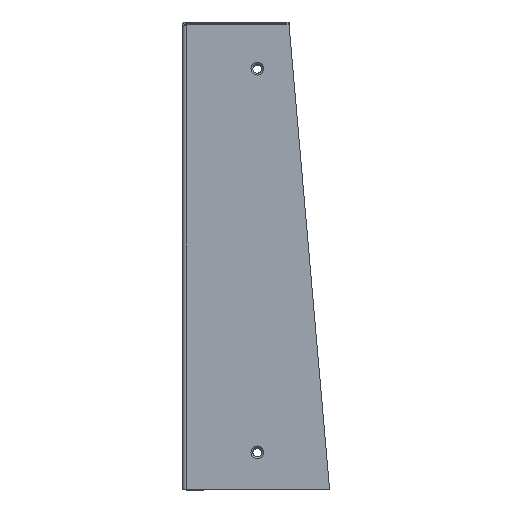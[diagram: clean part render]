
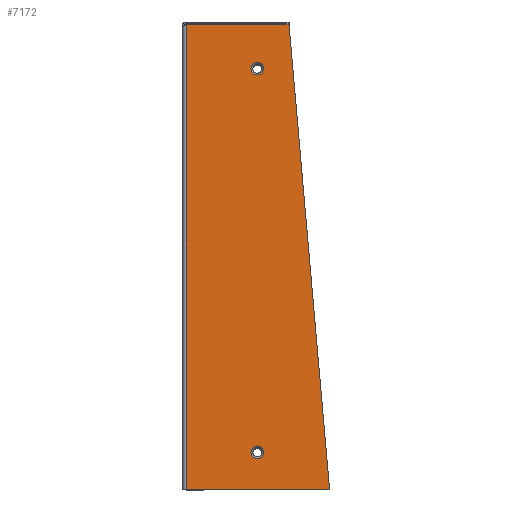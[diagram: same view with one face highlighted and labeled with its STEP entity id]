
A CAD part, top view. The second image highlights one B-rep face of the part: STEP entity #7172.
In plain terms, the highlighted planar face has unit normal (0, 0, 1).
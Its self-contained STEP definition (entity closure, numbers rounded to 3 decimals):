
#424 = CARTESIAN_POINT ( 'NONE',  ( -639.779, 376.289, 779.308 ) ) ;
#503 = EDGE_CURVE ( 'NONE', #6101, #5715, #2237, .T. ) ;
#592 = CARTESIAN_POINT ( 'NONE',  ( -601.089, 151.489, 779.308 ) ) ;
#1106 = VERTEX_POINT ( 'NONE', #8283 ) ;
#1112 = CARTESIAN_POINT ( 'NONE',  ( -677.789, 399.289, 779.308 ) ) ;
#1250 = VERTEX_POINT ( 'NONE', #4954 ) ;
#1281 = DIRECTION ( 'NONE',  ( 1., 0., 0. ) ) ;
#1368 = CARTESIAN_POINT ( 'NONE',  ( -677.789, 400.189, 779.308 ) ) ;
#1672 = AXIS2_PLACEMENT_3D ( 'NONE', #2731, #8789, #3619 ) ;
#1723 = EDGE_CURVE ( 'NONE', #6101, #4588, #11156, .T. ) ;
#1947 = CARTESIAN_POINT ( 'NONE',  ( 0., 0., 779.308 ) ) ;
#2055 = EDGE_LOOP ( 'NONE', ( #6026, #5033 ) ) ;
#2164 = CARTESIAN_POINT ( 'NONE',  ( -639.779, 376.289, 779.308 ) ) ;
#2194 = VECTOR ( 'NONE', #3088, 1000. ) ;
#2237 = LINE ( 'NONE', #3790, #4553 ) ;
#2259 = CARTESIAN_POINT ( 'NONE',  ( -677.789, 399.289, 779.308 ) ) ;
#2279 = CARTESIAN_POINT ( 'NONE',  ( -677.789, 399.289, 779.308 ) ) ;
#2470 = EDGE_CURVE ( 'NONE', #1250, #3390, #9922, .T. ) ;
#2547 = ORIENTED_EDGE ( 'NONE', *, *, #2902, .F. ) ;
#2731 = CARTESIAN_POINT ( 'NONE',  ( -639.779, 171.289, 779.308 ) ) ;
#2902 = EDGE_CURVE ( 'NONE', #3390, #1250, #5483, .T. ) ;
#3036 = DIRECTION ( 'NONE',  ( 1., 0., 0. ) ) ;
#3088 = DIRECTION ( 'NONE',  ( 1., 0., 0. ) ) ;
#3127 = DIRECTION ( 'NONE',  ( 0., 1., 0. ) ) ;
#3163 = AXIS2_PLACEMENT_3D ( 'NONE', #3712, #9740, #4574 ) ;
#3167 = CARTESIAN_POINT ( 'NONE',  ( -643.139, 171.289, 779.308 ) ) ;
#3271 = VECTOR ( 'NONE', #9909, 1000. ) ;
#3390 = VERTEX_POINT ( 'NONE', #4585 ) ;
#3400 = ORIENTED_EDGE ( 'NONE', *, *, #1723, .F. ) ;
#3548 = LINE ( 'NONE', #7340, #3271 ) ;
#3619 = DIRECTION ( 'NONE',  ( 1., 0., 0. ) ) ;
#3653 = CARTESIAN_POINT ( 'NONE',  ( -677.789, 151.489, 779.308 ) ) ;
#3679 = DIRECTION ( 'NONE',  ( 0., 0., -1. ) ) ;
#3712 = CARTESIAN_POINT ( 'NONE',  ( -639.779, 171.289, 779.308 ) ) ;
#3790 = CARTESIAN_POINT ( 'NONE',  ( 0., 151.489, 779.308 ) ) ;
#3958 = LINE ( 'NONE', #2259, #8287 ) ;
#4126 = EDGE_CURVE ( 'NONE', #7691, #8645, #10459, .T. ) ;
#4226 = LINE ( 'NONE', #1368, #2194 ) ;
#4553 = VECTOR ( 'NONE', #10658, 1000. ) ;
#4574 = DIRECTION ( 'NONE',  ( 1., 0., 0. ) ) ;
#4585 = CARTESIAN_POINT ( 'NONE',  ( -636.419, 376.289, 779.308 ) ) ;
#4588 = VERTEX_POINT ( 'NONE', #2279 ) ;
#4954 = CARTESIAN_POINT ( 'NONE',  ( -643.139, 376.289, 779.308 ) ) ;
#4959 = EDGE_CURVE ( 'NONE', #8645, #7691, #6665, .T. ) ;
#5008 = ORIENTED_EDGE ( 'NONE', *, *, #503, .T. ) ;
#5033 = ORIENTED_EDGE ( 'NONE', *, *, #4126, .F. ) ;
#5483 = CIRCLE ( 'NONE', #9898, 3.36 ) ;
#5591 = EDGE_CURVE ( 'NONE', #10968, #1106, #4226, .T. ) ;
#5657 = EDGE_CURVE ( 'NONE', #4588, #10968, #3958, .T. ) ;
#5715 = VERTEX_POINT ( 'NONE', #592 ) ;
#6026 = ORIENTED_EDGE ( 'NONE', *, *, #4959, .F. ) ;
#6101 = VERTEX_POINT ( 'NONE', #3653 ) ;
#6252 = PLANE ( 'NONE',  #9096 ) ;
#6306 = VECTOR ( 'NONE', #7135, 1000. ) ;
#6356 = EDGE_CURVE ( 'NONE', #5715, #1106, #3548, .T. ) ;
#6389 = FACE_OUTER_BOUND ( 'NONE', #7776, .T. ) ;
#6446 = DIRECTION ( 'NONE',  ( 0., 0., 1. ) ) ;
#6665 = CIRCLE ( 'NONE', #1672, 3.36 ) ;
#6895 = EDGE_LOOP ( 'NONE', ( #2547, #8127 ) ) ;
#6918 = ORIENTED_EDGE ( 'NONE', *, *, #5657, .F. ) ;
#7135 = DIRECTION ( 'NONE',  ( 0., 1., 0. ) ) ;
#7172 = ADVANCED_FACE ( 'NONE', ( #10967, #6389, #8957 ), #6252, .F. ) ;
#7340 = CARTESIAN_POINT ( 'NONE',  ( -583.429, -50.906, 779.308 ) ) ;
#7601 = CARTESIAN_POINT ( 'NONE',  ( -677.789, 400.189, 779.308 ) ) ;
#7691 = VERTEX_POINT ( 'NONE', #3167 ) ;
#7776 = EDGE_LOOP ( 'NONE', ( #8941, #8247, #6918, #3400, #5008 ) ) ;
#8127 = ORIENTED_EDGE ( 'NONE', *, *, #2470, .F. ) ;
#8221 = DIRECTION ( 'NONE',  ( 0., 0., 1. ) ) ;
#8247 = ORIENTED_EDGE ( 'NONE', *, *, #5591, .F. ) ;
#8283 = CARTESIAN_POINT ( 'NONE',  ( -622.789, 400.189, 779.308 ) ) ;
#8287 = VECTOR ( 'NONE', #3127, 1000. ) ;
#8351 = CARTESIAN_POINT ( 'NONE',  ( -636.419, 171.289, 779.308 ) ) ;
#8645 = VERTEX_POINT ( 'NONE', #8351 ) ;
#8789 = DIRECTION ( 'NONE',  ( 0., 0., 1. ) ) ;
#8941 = ORIENTED_EDGE ( 'NONE', *, *, #6356, .T. ) ;
#8957 = FACE_BOUND ( 'NONE', #2055, .T. ) ;
#9096 = AXIS2_PLACEMENT_3D ( 'NONE', #1947, #3679, #9708 ) ;
#9114 = AXIS2_PLACEMENT_3D ( 'NONE', #424, #6446, #1281 ) ;
#9708 = DIRECTION ( 'NONE',  ( -1., 0., 0. ) ) ;
#9740 = DIRECTION ( 'NONE',  ( 0., 0., 1. ) ) ;
#9898 = AXIS2_PLACEMENT_3D ( 'NONE', #2164, #8221, #3036 ) ;
#9909 = DIRECTION ( 'NONE',  ( -0.087, 0.996, 0. ) ) ;
#9922 = CIRCLE ( 'NONE', #9114, 3.36 ) ;
#10459 = CIRCLE ( 'NONE', #3163, 3.36 ) ;
#10658 = DIRECTION ( 'NONE',  ( 1., 0., 0. ) ) ;
#10967 = FACE_BOUND ( 'NONE', #6895, .T. ) ;
#10968 = VERTEX_POINT ( 'NONE', #7601 ) ;
#11156 = LINE ( 'NONE', #1112, #6306 ) ;
